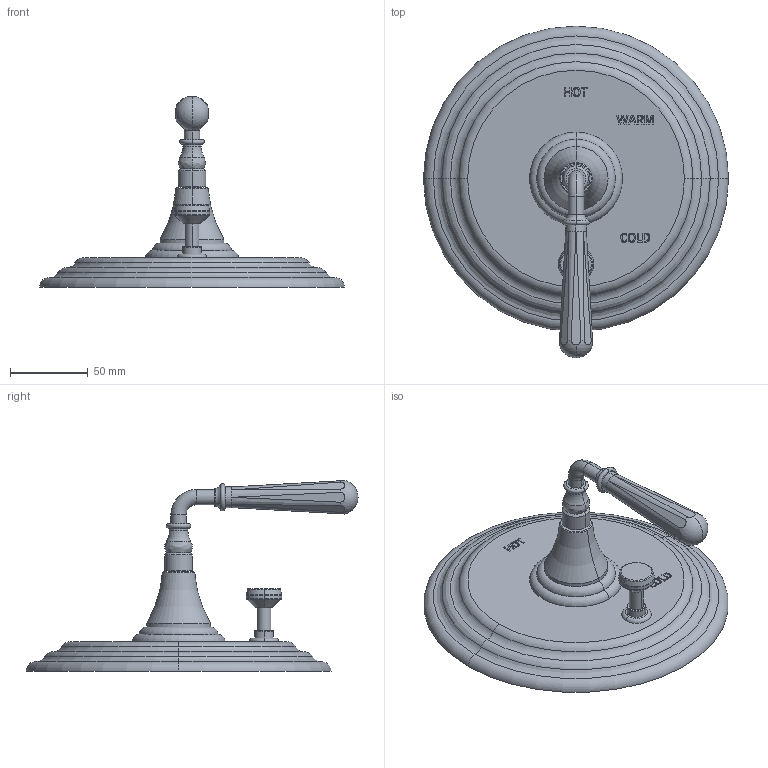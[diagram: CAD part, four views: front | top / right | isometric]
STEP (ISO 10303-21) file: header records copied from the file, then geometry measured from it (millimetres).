
FILE_DESCRIPTION((''),'2;1');
FILE_NAME('5-1742BP','2021-06-08T10:43:46',('jinson.thomas'),(''),'CREO PARAMETRIC BY PTC INC, 2018400','CREO PARAMETRIC BY PTC INC, 2018400','');
FILE_SCHEMA(('CONFIG_CONTROL_DESIGN'));
Length unit declared in the file: inch
Products named in the file (1): 5-1742BP
Bounding box: 196.85 x 214.19 x 123.17 mm (x, y, z)
Volume: 536173.1 mm3; surface area: 78978.2 mm2
Topology: 1 solids, 1 shells, 261 faces, 643 edges, 409 vertices
Faces by surface type: plane 117, extrusion 64, torus 40, cylinder 20, bspline 10, cone 8, sphere 2
Entity records: 8285 total; most frequent: CARTESIAN_POINT 2275, ORIENTED_EDGE 1282, DIRECTION 1081, EDGE_CURVE 641, VECTOR 415, VERTEX_POINT 409, LINE 351, AXIS2_PLACEMENT_3D 333
